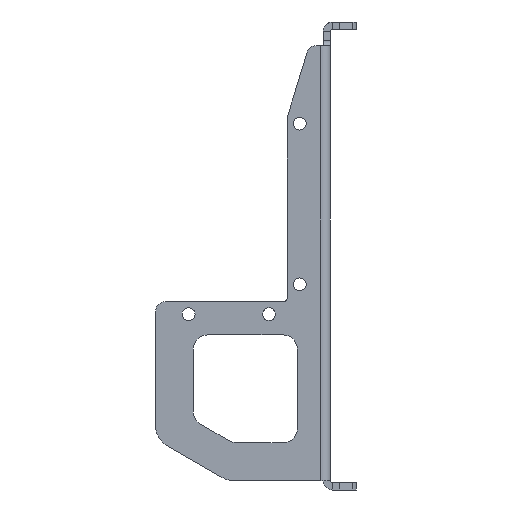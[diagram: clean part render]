
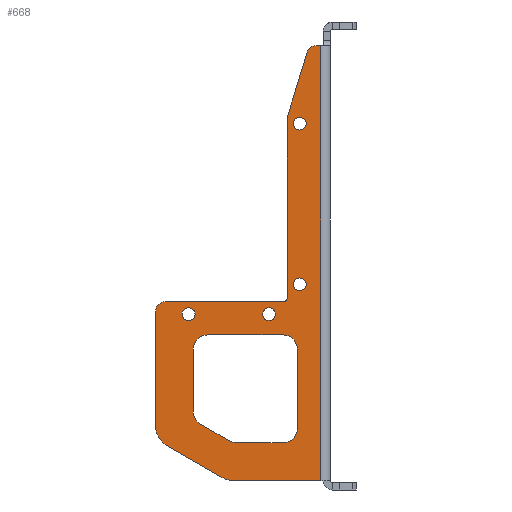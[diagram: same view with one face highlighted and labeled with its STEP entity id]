
A CAD part, left-side view. The second image highlights one B-rep face of the part: STEP entity #668.
In plain terms, the highlighted planar face has unit normal (-1, 0, 0).
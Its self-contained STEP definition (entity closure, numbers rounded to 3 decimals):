
#668=ADVANCED_FACE('',(#1020,#1021,#1022,#1023,#1024,#1025),#878,.T.);
#878=PLANE('',#6440);
#1020=FACE_BOUND('',#1249,.T.);
#1021=FACE_BOUND('',#1250,.T.);
#1022=FACE_BOUND('',#1251,.T.);
#1023=FACE_BOUND('',#1252,.T.);
#1024=FACE_BOUND('',#1253,.T.);
#1025=FACE_BOUND('',#1254,.T.);
#1249=EDGE_LOOP('',(#2844,#2845,#2846,#2847,#2848,#2849,#2850,#2851,#2852,
#2853,#2854,#2855,#2856,#2857));
#1250=EDGE_LOOP('',(#2858,#2859));
#1251=EDGE_LOOP('',(#2860,#2861));
#1252=EDGE_LOOP('',(#2862,#2863));
#1253=EDGE_LOOP('',(#2864,#2865));
#1254=EDGE_LOOP('',(#2866,#2867,#2868,#2869,#2870,#2871,#2872,#2873,#2874,
#2875));
#1694=CIRCLE('',#6420,1.35);
#1695=CIRCLE('',#6422,2.);
#1696=CIRCLE('',#6423,2.);
#1697=CIRCLE('',#6424,1.);
#1698=CIRCLE('',#6425,2.);
#1699=CIRCLE('',#6426,5.);
#1700=CIRCLE('',#6427,5.);
#1701=CIRCLE('',#6428,1.35);
#1702=CIRCLE('',#6429,1.35);
#1703=CIRCLE('',#6430,1.35);
#1704=CIRCLE('',#6431,1.35);
#1705=CIRCLE('',#6432,1.35);
#1706=CIRCLE('',#6433,1.35);
#1707=CIRCLE('',#6434,1.35);
#1708=CIRCLE('',#6435,3.);
#1709=CIRCLE('',#6436,3.);
#1710=CIRCLE('',#6437,3.);
#1711=CIRCLE('',#6438,3.);
#1712=CIRCLE('',#6439,3.);
#2844=ORIENTED_EDGE('',*,*,#4706,.T.);
#2845=ORIENTED_EDGE('',*,*,#4554,.T.);
#2846=ORIENTED_EDGE('',*,*,#4707,.F.);
#2847=ORIENTED_EDGE('',*,*,#4708,.T.);
#2848=ORIENTED_EDGE('',*,*,#4709,.F.);
#2849=ORIENTED_EDGE('',*,*,#4710,.T.);
#2850=ORIENTED_EDGE('',*,*,#4711,.T.);
#2851=ORIENTED_EDGE('',*,*,#4712,.T.);
#2852=ORIENTED_EDGE('',*,*,#4713,.F.);
#2853=ORIENTED_EDGE('',*,*,#4714,.T.);
#2854=ORIENTED_EDGE('',*,*,#4715,.F.);
#2855=ORIENTED_EDGE('',*,*,#4716,.T.);
#2856=ORIENTED_EDGE('',*,*,#4717,.F.);
#2857=ORIENTED_EDGE('',*,*,#4718,.T.);
#2858=ORIENTED_EDGE('',*,*,#4719,.T.);
#2859=ORIENTED_EDGE('',*,*,#4720,.T.);
#2860=ORIENTED_EDGE('',*,*,#4721,.T.);
#2861=ORIENTED_EDGE('',*,*,#4722,.T.);
#2862=ORIENTED_EDGE('',*,*,#4723,.T.);
#2863=ORIENTED_EDGE('',*,*,#4724,.T.);
#2864=ORIENTED_EDGE('',*,*,#4725,.T.);
#2865=ORIENTED_EDGE('',*,*,#4705,.T.);
#2866=ORIENTED_EDGE('',*,*,#4726,.T.);
#2867=ORIENTED_EDGE('',*,*,#4727,.F.);
#2868=ORIENTED_EDGE('',*,*,#4728,.T.);
#2869=ORIENTED_EDGE('',*,*,#4729,.F.);
#2870=ORIENTED_EDGE('',*,*,#4730,.T.);
#2871=ORIENTED_EDGE('',*,*,#4731,.F.);
#2872=ORIENTED_EDGE('',*,*,#4732,.T.);
#2873=ORIENTED_EDGE('',*,*,#4733,.F.);
#2874=ORIENTED_EDGE('',*,*,#4734,.T.);
#2875=ORIENTED_EDGE('',*,*,#4735,.F.);
#3882=VERTEX_POINT('',#9479);
#3883=VERTEX_POINT('',#9483);
#3981=VERTEX_POINT('',#9781);
#3982=VERTEX_POINT('',#9783);
#3983=VERTEX_POINT('',#9787);
#3984=VERTEX_POINT('',#9789);
#3985=VERTEX_POINT('',#9791);
#3986=VERTEX_POINT('',#9793);
#3987=VERTEX_POINT('',#9795);
#3988=VERTEX_POINT('',#9797);
#3989=VERTEX_POINT('',#9799);
#3990=VERTEX_POINT('',#9801);
#3991=VERTEX_POINT('',#9803);
#3992=VERTEX_POINT('',#9805);
#3993=VERTEX_POINT('',#9807);
#3994=VERTEX_POINT('',#9809);
#3995=VERTEX_POINT('',#9812);
#3996=VERTEX_POINT('',#9813);
#3997=VERTEX_POINT('',#9816);
#3998=VERTEX_POINT('',#9817);
#3999=VERTEX_POINT('',#9820);
#4000=VERTEX_POINT('',#9821);
#4001=VERTEX_POINT('',#9825);
#4002=VERTEX_POINT('',#9826);
#4003=VERTEX_POINT('',#9828);
#4004=VERTEX_POINT('',#9830);
#4005=VERTEX_POINT('',#9832);
#4006=VERTEX_POINT('',#9834);
#4007=VERTEX_POINT('',#9836);
#4008=VERTEX_POINT('',#9838);
#4009=VERTEX_POINT('',#9840);
#4010=VERTEX_POINT('',#9842);
#4554=EDGE_CURVE('',#3883,#3882,#5189,.T.);
#4705=EDGE_CURVE('',#3981,#3982,#1694,.T.);
#4706=EDGE_CURVE('',#3983,#3883,#5275,.T.);
#4707=EDGE_CURVE('',#3984,#3882,#5276,.T.);
#4708=EDGE_CURVE('',#3984,#3985,#1695,.T.);
#4709=EDGE_CURVE('',#3986,#3985,#5277,.T.);
#4710=EDGE_CURVE('',#3986,#3987,#1696,.T.);
#4711=EDGE_CURVE('',#3987,#3988,#5278,.T.);
#4712=EDGE_CURVE('',#3988,#3989,#1697,.T.);
#4713=EDGE_CURVE('',#3990,#3989,#5279,.T.);
#4714=EDGE_CURVE('',#3990,#3991,#1698,.T.);
#4715=EDGE_CURVE('',#3992,#3991,#5280,.T.);
#4716=EDGE_CURVE('',#3992,#3993,#1699,.T.);
#4717=EDGE_CURVE('',#3994,#3993,#5281,.T.);
#4718=EDGE_CURVE('',#3994,#3983,#1700,.T.);
#4719=EDGE_CURVE('',#3995,#3996,#1701,.T.);
#4720=EDGE_CURVE('',#3996,#3995,#1702,.T.);
#4721=EDGE_CURVE('',#3997,#3998,#1703,.T.);
#4722=EDGE_CURVE('',#3998,#3997,#1704,.T.);
#4723=EDGE_CURVE('',#3999,#4000,#1705,.T.);
#4724=EDGE_CURVE('',#4000,#3999,#1706,.T.);
#4725=EDGE_CURVE('',#3982,#3981,#1707,.T.);
#4726=EDGE_CURVE('',#4001,#4002,#1708,.T.);
#4727=EDGE_CURVE('',#4003,#4002,#5282,.T.);
#4728=EDGE_CURVE('',#4003,#4004,#1709,.T.);
#4729=EDGE_CURVE('',#4005,#4004,#5283,.T.);
#4730=EDGE_CURVE('',#4005,#4006,#1710,.T.);
#4731=EDGE_CURVE('',#4007,#4006,#5284,.T.);
#4732=EDGE_CURVE('',#4007,#4008,#1711,.T.);
#4733=EDGE_CURVE('',#4009,#4008,#5285,.T.);
#4734=EDGE_CURVE('',#4009,#4010,#1712,.T.);
#4735=EDGE_CURVE('',#4001,#4010,#5286,.T.);
#5189=LINE('',#9482,#5729);
#5275=LINE('',#9786,#5815);
#5276=LINE('',#9788,#5816);
#5277=LINE('',#9792,#5817);
#5278=LINE('',#9796,#5818);
#5279=LINE('',#9800,#5819);
#5280=LINE('',#9804,#5820);
#5281=LINE('',#9808,#5821);
#5282=LINE('',#9827,#5822);
#5283=LINE('',#9831,#5823);
#5284=LINE('',#9835,#5824);
#5285=LINE('',#9839,#5825);
#5286=LINE('',#9843,#5826);
#5729=VECTOR('',#7580,1.);
#5815=VECTOR('',#7902,1.);
#5816=VECTOR('',#7903,1.);
#5817=VECTOR('',#7906,1.);
#5818=VECTOR('',#7909,1.);
#5819=VECTOR('',#7912,1.);
#5820=VECTOR('',#7915,1.);
#5821=VECTOR('',#7918,1.);
#5822=VECTOR('',#7937,1.);
#5823=VECTOR('',#7940,1.);
#5824=VECTOR('',#7943,1.);
#5825=VECTOR('',#7946,1.);
#5826=VECTOR('',#7949,1.);
#6420=AXIS2_PLACEMENT_3D('',#9784,#7898,#7899);
#6422=AXIS2_PLACEMENT_3D('',#9790,#7904,#7905);
#6423=AXIS2_PLACEMENT_3D('',#9794,#7907,#7908);
#6424=AXIS2_PLACEMENT_3D('',#9798,#7910,#7911);
#6425=AXIS2_PLACEMENT_3D('',#9802,#7913,#7914);
#6426=AXIS2_PLACEMENT_3D('',#9806,#7916,#7917);
#6427=AXIS2_PLACEMENT_3D('',#9810,#7919,#7920);
#6428=AXIS2_PLACEMENT_3D('',#9811,#7921,#7922);
#6429=AXIS2_PLACEMENT_3D('',#9814,#7923,#7924);
#6430=AXIS2_PLACEMENT_3D('',#9815,#7925,#7926);
#6431=AXIS2_PLACEMENT_3D('',#9818,#7927,#7928);
#6432=AXIS2_PLACEMENT_3D('',#9819,#7929,#7930);
#6433=AXIS2_PLACEMENT_3D('',#9822,#7931,#7932);
#6434=AXIS2_PLACEMENT_3D('',#9823,#7933,#7934);
#6435=AXIS2_PLACEMENT_3D('',#9824,#7935,#7936);
#6436=AXIS2_PLACEMENT_3D('',#9829,#7938,#7939);
#6437=AXIS2_PLACEMENT_3D('',#9833,#7941,#7942);
#6438=AXIS2_PLACEMENT_3D('',#9837,#7944,#7945);
#6439=AXIS2_PLACEMENT_3D('',#9841,#7947,#7948);
#6440=AXIS2_PLACEMENT_3D('',#9844,#7950,#7951);
#7580=DIRECTION('',(0.,0.,1.));
#7898=DIRECTION('',(1.,0.,0.));
#7899=DIRECTION('',(0.,0.,1.));
#7902=DIRECTION('',(0.,-1.,0.));
#7903=DIRECTION('',(0.,-1.,0.));
#7904=DIRECTION('',(-1.,0.,0.));
#7905=DIRECTION('',(0.,0.,1.));
#7906=DIRECTION('',(0.,-0.293,0.956));
#7907=DIRECTION('',(-1.,0.,0.));
#7908=DIRECTION('',(0.,0.956,0.293));
#7909=DIRECTION('',(0.,0.,-1.));
#7910=DIRECTION('',(1.,0.,0.));
#7911=DIRECTION('',(0.,-1.,0.));
#7912=DIRECTION('',(0.,-1.,0.));
#7913=DIRECTION('',(-1.,0.,0.));
#7914=DIRECTION('',(0.,0.,1.));
#7915=DIRECTION('',(0.,0.,1.));
#7916=DIRECTION('',(-1.,0.,0.));
#7917=DIRECTION('',(0.,1.,0.));
#7918=DIRECTION('',(0.,0.866,0.5));
#7919=DIRECTION('',(-1.,0.,0.));
#7920=DIRECTION('',(0.,0.5,-0.866));
#7921=DIRECTION('',(1.,0.,0.));
#7922=DIRECTION('',(0.,0.,-1.));
#7923=DIRECTION('',(1.,0.,0.));
#7924=DIRECTION('',(0.,0.,1.));
#7925=DIRECTION('',(1.,0.,0.));
#7926=DIRECTION('',(0.,0.,-1.));
#7927=DIRECTION('',(1.,0.,0.));
#7928=DIRECTION('',(0.,0.,1.));
#7929=DIRECTION('',(1.,0.,0.));
#7930=DIRECTION('',(0.,0.,-1.));
#7931=DIRECTION('',(1.,0.,0.));
#7932=DIRECTION('',(0.,0.,1.));
#7933=DIRECTION('',(1.,0.,0.));
#7934=DIRECTION('',(0.,0.,-1.));
#7935=DIRECTION('',(1.,0.,0.));
#7936=DIRECTION('',(0.,1.,0.));
#7937=DIRECTION('',(0.,1.,0.));
#7938=DIRECTION('',(1.,0.,0.));
#7939=DIRECTION('',(0.,0.,1.));
#7940=DIRECTION('',(0.,0.,1.));
#7941=DIRECTION('',(1.,0.,0.));
#7942=DIRECTION('',(0.,-1.,0.));
#7943=DIRECTION('',(0.,-1.,0.));
#7944=DIRECTION('',(1.,0.,0.));
#7945=DIRECTION('',(0.,0.,-1.));
#7946=DIRECTION('',(0.,-0.866,-0.5));
#7947=DIRECTION('',(1.,0.,0.));
#7948=DIRECTION('',(0.,0.5,-0.866));
#7949=DIRECTION('',(0.,0.,-1.));
#7950=DIRECTION('',(-1.,0.,0.));
#7951=DIRECTION('',(0.,1.,0.));
#9479=CARTESIAN_POINT('',(-53.5,50.7,26.));
#9482=CARTESIAN_POINT('',(-53.5,50.7,-66.));
#9483=CARTESIAN_POINT('',(-53.5,50.7,-66.));
#9781=CARTESIAN_POINT('',(-53.5,55.2,10.85));
#9783=CARTESIAN_POINT('',(-53.5,55.2,8.15));
#9784=CARTESIAN_POINT('',(-53.5,55.2,9.5));
#9786=CARTESIAN_POINT('',(-53.5,69.19,-66.));
#9787=CARTESIAN_POINT('',(-53.5,69.19,-66.));
#9788=CARTESIAN_POINT('',(-53.5,51.721,26.));
#9789=CARTESIAN_POINT('',(-53.5,51.721,26.));
#9790=CARTESIAN_POINT('',(-53.5,51.721,24.));
#9791=CARTESIAN_POINT('',(-53.5,53.634,24.586));
#9792=CARTESIAN_POINT('',(-53.5,57.712,11.287));
#9793=CARTESIAN_POINT('',(-53.5,57.712,11.287));
#9794=CARTESIAN_POINT('',(-53.5,55.8,10.7));
#9795=CARTESIAN_POINT('',(-53.5,57.8,10.7));
#9796=CARTESIAN_POINT('',(-53.5,57.8,10.7));
#9797=CARTESIAN_POINT('',(-53.5,57.8,-27.2));
#9798=CARTESIAN_POINT('',(-53.5,58.8,-27.2));
#9799=CARTESIAN_POINT('',(-53.5,58.8,-28.2));
#9800=CARTESIAN_POINT('',(-53.5,83.7,-28.2));
#9801=CARTESIAN_POINT('',(-53.5,83.7,-28.2));
#9802=CARTESIAN_POINT('',(-53.5,83.7,-30.2));
#9803=CARTESIAN_POINT('',(-53.5,85.7,-30.2));
#9804=CARTESIAN_POINT('',(-53.5,85.7,-54.355));
#9805=CARTESIAN_POINT('',(-53.5,85.7,-54.355));
#9806=CARTESIAN_POINT('',(-53.5,80.7,-54.355));
#9807=CARTESIAN_POINT('',(-53.5,83.2,-58.685));
#9808=CARTESIAN_POINT('',(-53.5,71.69,-65.33));
#9809=CARTESIAN_POINT('',(-53.5,71.69,-65.33));
#9810=CARTESIAN_POINT('',(-53.5,69.19,-61.));
#9811=CARTESIAN_POINT('',(-53.5,78.7,-30.8));
#9812=CARTESIAN_POINT('',(-53.5,78.7,-32.15));
#9813=CARTESIAN_POINT('',(-53.5,78.7,-29.45));
#9814=CARTESIAN_POINT('',(-53.5,78.7,-30.8));
#9815=CARTESIAN_POINT('',(-53.5,61.7,-30.8));
#9816=CARTESIAN_POINT('',(-53.5,61.7,-32.15));
#9817=CARTESIAN_POINT('',(-53.5,61.7,-29.45));
#9818=CARTESIAN_POINT('',(-53.5,61.7,-30.8));
#9819=CARTESIAN_POINT('',(-53.5,55.2,-24.5));
#9820=CARTESIAN_POINT('',(-53.5,55.2,-25.85));
#9821=CARTESIAN_POINT('',(-53.5,55.2,-23.15));
#9822=CARTESIAN_POINT('',(-53.5,55.2,-24.5));
#9823=CARTESIAN_POINT('',(-53.5,55.2,9.5));
#9824=CARTESIAN_POINT('',(-53.5,74.7,-38.2));
#9825=CARTESIAN_POINT('',(-53.5,77.7,-38.2));
#9826=CARTESIAN_POINT('',(-53.5,74.7,-35.2));
#9827=CARTESIAN_POINT('',(-53.5,58.7,-35.2));
#9828=CARTESIAN_POINT('',(-53.5,58.7,-35.2));
#9829=CARTESIAN_POINT('',(-53.5,58.7,-38.2));
#9830=CARTESIAN_POINT('',(-53.5,55.7,-38.2));
#9831=CARTESIAN_POINT('',(-53.5,55.7,-55.));
#9832=CARTESIAN_POINT('',(-53.5,55.7,-55.));
#9833=CARTESIAN_POINT('',(-53.5,58.7,-55.));
#9834=CARTESIAN_POINT('',(-53.5,58.7,-58.));
#9835=CARTESIAN_POINT('',(-53.5,68.582,-58.));
#9836=CARTESIAN_POINT('',(-53.5,68.582,-58.));
#9837=CARTESIAN_POINT('',(-53.5,68.582,-55.));
#9838=CARTESIAN_POINT('',(-53.5,70.082,-57.598));
#9839=CARTESIAN_POINT('',(-53.5,76.2,-54.066));
#9840=CARTESIAN_POINT('',(-53.5,76.2,-54.066));
#9841=CARTESIAN_POINT('',(-53.5,74.7,-51.468));
#9842=CARTESIAN_POINT('',(-53.5,77.7,-51.468));
#9843=CARTESIAN_POINT('',(-53.5,77.7,-38.2));
#9844=CARTESIAN_POINT('',(-53.5,85.7,-66.));
